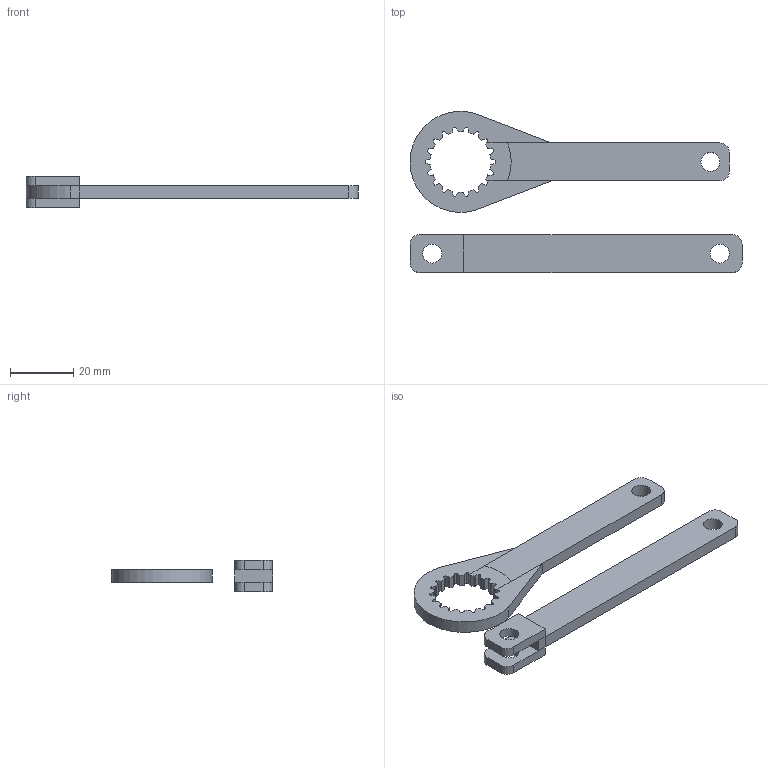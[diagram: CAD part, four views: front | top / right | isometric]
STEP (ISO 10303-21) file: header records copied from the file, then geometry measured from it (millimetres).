
FILE_DESCRIPTION(('FreeCAD Model'),'2;1');
FILE_NAME('tringle-frein.step', '2018-12-02T10:55:27',('Author'),(''), 'Open CASCADE STEP processor 6.8','FreeCAD','Unknown');
FILE_SCHEMA(('AUTOMOTIVE_DESIGN_CC2 { 1 2 10303 214 -1 1 5 4 }'));
Length unit declared in the file: millimetre
Products named in the file (3): ASSEMBLY; Cut002; Fillet002
Assembly tree (2 placements, depth 2):
  ASSEMBLY
    Cut002
    Fillet002
Bounding box: 105 x 50.98 x 10 mm (x, y, z)
Volume: 10792.9 mm3; surface area: 8152.3 mm2
Topology: 2 solids, 2 shells, 152 faces, 436 edges, 286 vertices
Faces by surface type: extrusion 72, cylinder 49, plane 31
Full cylindrical faces by diameter (mm): 6 x4
Entity records: 21813 total; most frequent: CARTESIAN_POINT 13693, DIRECTION 1234, ORIENTED_EDGE 872, PCURVE 872, DEFINITIONAL_REPRESENTATION 872, VECTOR 764, LINE 692, B_SPLINE_CURVE_WITH_KNOTS 480
